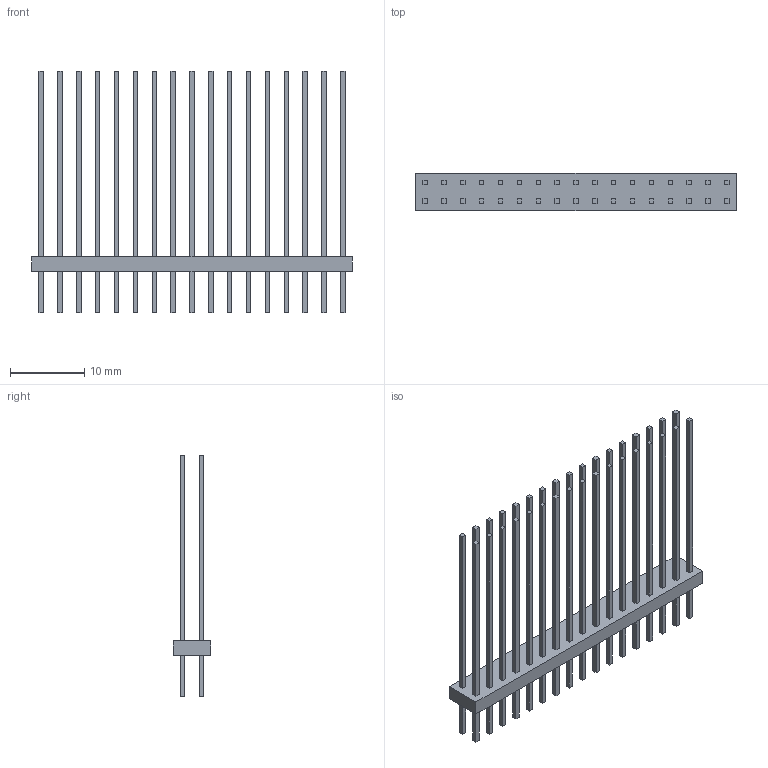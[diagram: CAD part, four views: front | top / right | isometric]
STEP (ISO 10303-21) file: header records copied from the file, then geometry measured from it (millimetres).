
FILE_DESCRIPTION(('HOOPS Exchange Step'),'2;1');
FILE_NAME('export-9A80DC66-60C9-4EBB-98F3-44784B253FA6.stp','2022-10-08T17:27:22+17:00',('Daxxn'),('Alibre'),'HOOPS Exchange 2022.0','Alibre','Unknown authorisation');
FILE_SCHEMA( ('AP242_MANAGED_MODEL_BASED_3D_ENGINEERING_MIM_LF {1 0 10303 442 1 1 4 }') );
Length unit declared in the file: centimetre
Products named in the file (1): 2x17-PIN-CONN-20mm
Bounding box: 43.18 x 5.08 x 32.57 mm (x, y, z)
Volume: 812.9 mm3; surface area: 3126.3 mm2
Topology: 1 solids, 1 shells, 346 faces, 828 edges, 552 vertices
Faces by surface type: plane 346
Entity records: 9872 total; most frequent: CARTESIAN_POINT 1728, ORIENTED_EDGE 1656, DIRECTION 1524, VECTOR 828, LINE 828, EDGE_CURVE 828, VERTEX_POINT 552, EDGE_LOOP 414
